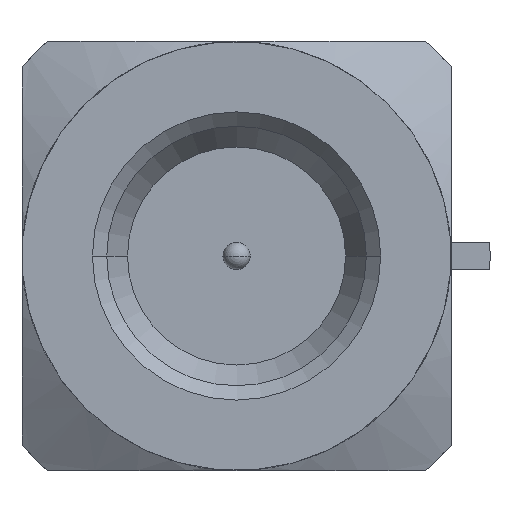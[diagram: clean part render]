
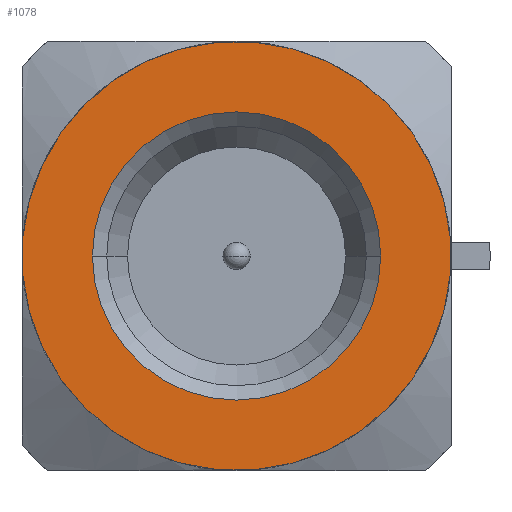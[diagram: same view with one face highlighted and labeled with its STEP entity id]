
A CAD part, left-side view. The second image highlights one B-rep face of the part: STEP entity #1078.
In plain terms, the highlighted planar face has unit normal (-1, 0, 0).
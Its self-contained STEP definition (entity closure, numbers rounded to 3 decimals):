
#1=CARTESIAN_POINT('',(0.,0.,0.));
#2=DIRECTION('',(1.,0.,0.));
#3=DIRECTION('',(0.,-0.707,0.707));
#4=AXIS2_PLACEMENT_3D('',#1,#2,#3);
#6=CARTESIAN_POINT('',(0.,0.,0.));
#7=DIRECTION('',(1.,0.,0.));
#8=DIRECTION('',(0.,0.707,-0.707));
#9=AXIS2_PLACEMENT_3D('',#6,#7,#8);
#11=CARTESIAN_POINT('',(0.,0.,0.));
#12=DIRECTION('',(1.,0.,0.));
#13=DIRECTION('',(0.,1.,0.));
#14=AXIS2_PLACEMENT_3D('',#11,#12,#13);
#16=CARTESIAN_POINT('',(0.,0.,0.));
#17=DIRECTION('',(1.,0.,0.));
#18=DIRECTION('',(0.,-1.,0.));
#19=AXIS2_PLACEMENT_3D('',#16,#17,#18);
#871=CARTESIAN_POINT('',(0.,-2.121,2.121));
#872=CARTESIAN_POINT('',(0.,2.121,-2.121));
#873=VERTEX_POINT('',#871);
#874=VERTEX_POINT('',#872);
#939=CARTESIAN_POINT('',(0.,2.015,0.));
#940=CARTESIAN_POINT('',(0.,-2.015,0.));
#941=VERTEX_POINT('',#939);
#942=VERTEX_POINT('',#940);
#1061=CARTESIAN_POINT('',(0.,0.,0.));
#1062=DIRECTION('',(1.,0.,0.));
#1063=DIRECTION('',(0.,-1.,0.));
#1064=AXIS2_PLACEMENT_3D('',#1061,#1062,#1063);
#1065=PLANE('',#1064);
#1067=ORIENTED_EDGE('',*,*,#1066,.T.);
#1069=ORIENTED_EDGE('',*,*,#1068,.T.);
#1070=EDGE_LOOP('',(#1067,#1069));
#1071=FACE_OUTER_BOUND('',#1070,.F.);
#1073=ORIENTED_EDGE('',*,*,#1072,.F.);
#1075=ORIENTED_EDGE('',*,*,#1074,.F.);
#1076=EDGE_LOOP('',(#1073,#1075));
#1077=FACE_BOUND('',#1076,.F.);
#1078=ADVANCED_FACE('',(#1071,#1077),#1065,.F.);
#5=CIRCLE('',#4,3.);
#10=CIRCLE('',#9,3.);
#15=CIRCLE('',#14,2.015);
#20=CIRCLE('',#19,2.015);
#1066=EDGE_CURVE('',#873,#874,#5,.T.);
#1068=EDGE_CURVE('',#874,#873,#10,.T.);
#1072=EDGE_CURVE('',#941,#942,#15,.T.);
#1074=EDGE_CURVE('',#942,#941,#20,.T.);
